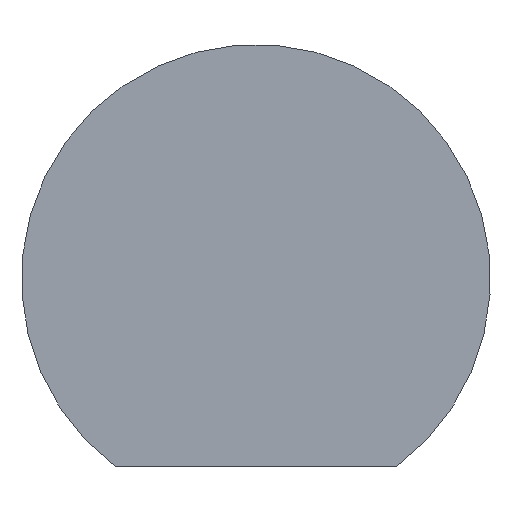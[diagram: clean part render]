
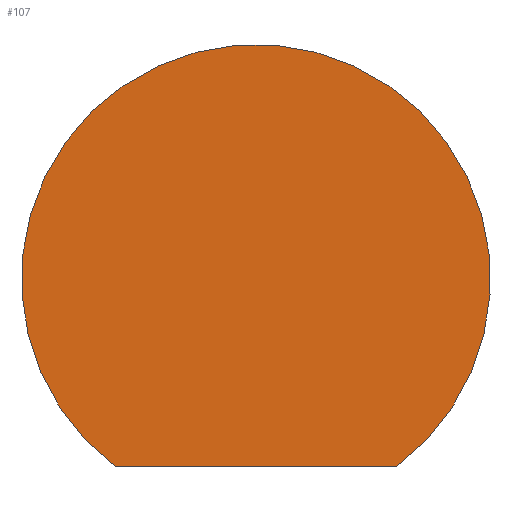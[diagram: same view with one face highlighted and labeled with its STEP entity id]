
A CAD part, front view. The second image highlights one B-rep face of the part: STEP entity #107.
In plain terms, the highlighted planar face has unit normal (0, -1, 0).
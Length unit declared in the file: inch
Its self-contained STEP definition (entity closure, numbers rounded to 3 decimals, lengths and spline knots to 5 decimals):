
#3 = DIRECTION ( 'NONE',  ( 0., 0., 1. ) ) ;
#5 = DIRECTION ( 'NONE',  ( 0., 1., 0. ) ) ;
#12 = VECTOR ( 'NONE', #158, 39.37008 ) ;
#13 = PLANE ( 'NONE',  #172 ) ;
#22 = CARTESIAN_POINT ( 'NONE',  ( -0.075, 0., -0.1 ) ) ;
#33 = EDGE_LOOP ( 'NONE', ( #36, #71 ) ) ;
#36 = ORIENTED_EDGE ( 'NONE', *, *, #147, .F. ) ;
#42 = VERTEX_POINT ( 'NONE', #138 ) ;
#46 = CARTESIAN_POINT ( 'NONE',  ( 0., 0., 0. ) ) ;
#61 = VERTEX_POINT ( 'NONE', #22 ) ;
#71 = ORIENTED_EDGE ( 'NONE', *, *, #157, .F. ) ;
#106 = CIRCLE ( 'NONE', #170, 0.125 ) ;
#107 = ADVANCED_FACE ( 'NONE', ( #143 ), #13, .F. ) ;
#138 = CARTESIAN_POINT ( 'NONE',  ( 0.075, 0., -0.1 ) ) ;
#143 = FACE_OUTER_BOUND ( 'NONE', #33, .T. ) ;
#147 = EDGE_CURVE ( 'NONE', #61, #42, #106, .T. ) ;
#148 = LINE ( 'NONE', #164, #12 ) ;
#151 = DIRECTION ( 'NONE',  ( 0., 0., 1. ) ) ;
#152 = DIRECTION ( 'NONE',  ( 0., 1., 0. ) ) ;
#154 = CARTESIAN_POINT ( 'NONE',  ( 0., 0., 0. ) ) ;
#157 = EDGE_CURVE ( 'NONE', #42, #61, #148, .T. ) ;
#158 = DIRECTION ( 'NONE',  ( -1., 0., 0. ) ) ;
#164 = CARTESIAN_POINT ( 'NONE',  ( -0.075, 0., -0.1 ) ) ;
#170 = AXIS2_PLACEMENT_3D ( 'NONE', #154, #152, #151 ) ;
#172 = AXIS2_PLACEMENT_3D ( 'NONE', #46, #5, #3 ) ;
